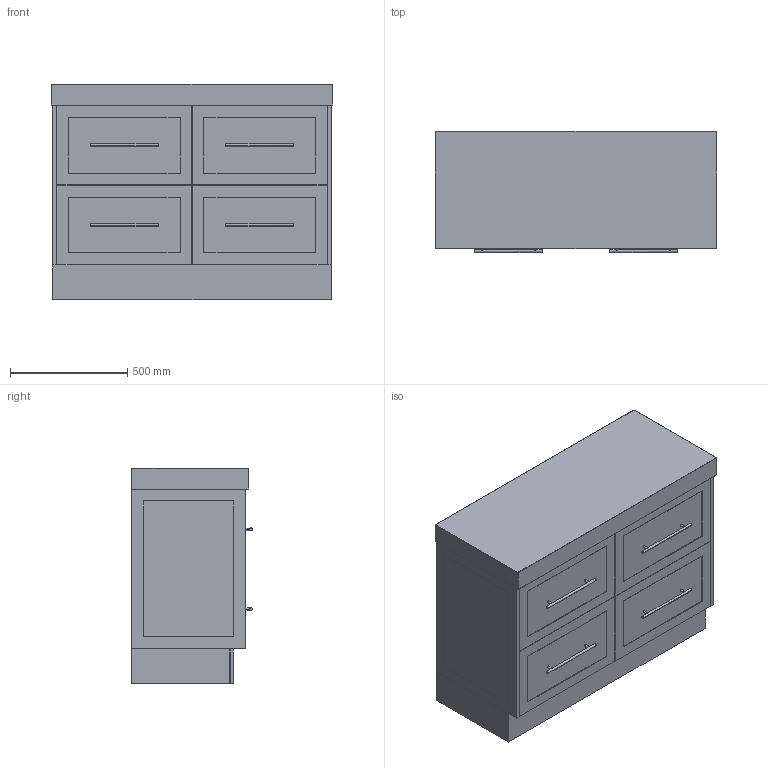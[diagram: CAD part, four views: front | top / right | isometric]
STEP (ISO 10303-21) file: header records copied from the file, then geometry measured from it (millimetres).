
FILE_DESCRIPTION(/* description */ (''),/* implementation_level */ '2;1');
FILE_NAME(/* name */ 'Kado Lux All-Drawer FM 1200 Double (90MM)',/* time_stamp */ '2025-07-09T14:56:25+10:00',/* author */ (''),/* organization */ (''),/* preprocessor_version */ 'ST-DEVELOPER v16.5',/* originating_system */ '',/* authorisation */ '');
FILE_SCHEMA (('AUTOMOTIVE_DESIGN'));
Length unit declared in the file: millimetre
Products named in the file (9): Document; Kado Lux All-Drawer FM 1200 Double (90MM); Blank Benchtops ALL13141516171819202122232425; 1200 Benchtop (90mm)2345678; Kado Lux All-Drawer (Floor Mount)3031; Kado Lux All-Drawer WK ALL Carcass2829; Kado Lux All-Drawer WK 1200 Double Carcass2627; Cross Bar handle 22412; Kado Lux All-Drawer WK 1200D Carcass10
Assembly tree (11 placements, depth 6):
  Document
    Kado Lux All-Drawer FM 1200 Double (90MM)
      Blank Benchtops ALL13141516171819202122232425
        1200 Benchtop (90mm)2345678
      Kado Lux All-Drawer (Floor Mount)3031
        Kado Lux All-Drawer WK ALL Carcass2829
          Kado Lux All-Drawer WK 1200 Double Carcass2627
            Cross Bar handle 22412  x4
            Kado Lux All-Drawer WK 1200D Carcass10
Bounding box: 1200 x 515 x 920 mm (x, y, z)
Volume: 135439505.3 mm3; surface area: 11856525.8 mm2
Topology: 13 solids, 13 shells, 197 faces, 419 edges, 258 vertices
Faces by surface type: plane 124, cylinder 51, bspline 22
Entity records: 4434 total; most frequent: CARTESIAN_POINT 1684, ORIENTED_EDGE 658, EDGE_CURVE 329, B_SPLINE_CURVE_WITH_KNOTS 265, VERTEX_POINT 210, DIRECTION 191, EDGE_LOOP 171, AXIS2_PLACEMENT_3D 168
